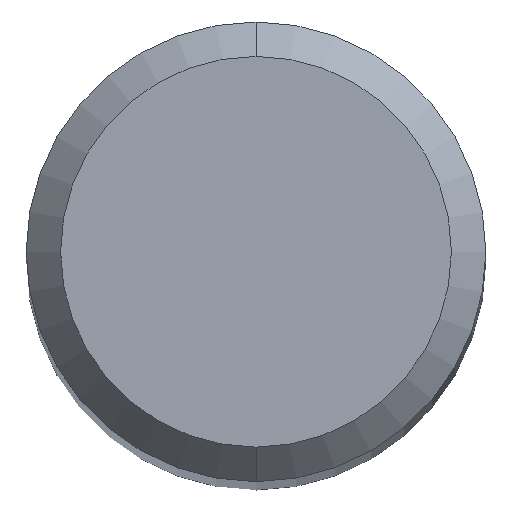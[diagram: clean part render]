
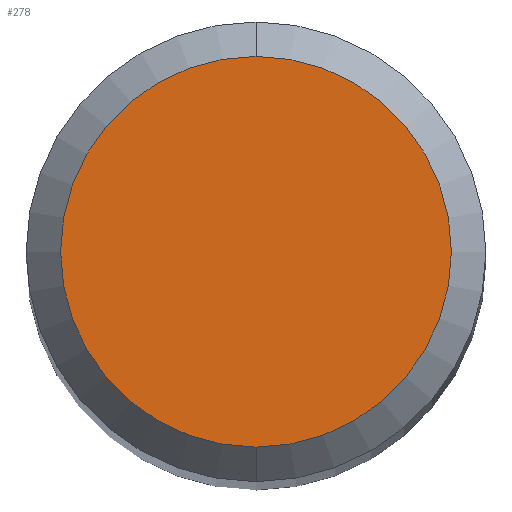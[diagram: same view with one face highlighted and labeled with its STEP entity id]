
A CAD part, top view. The second image highlights one B-rep face of the part: STEP entity #278.
In plain terms, the highlighted planar face has unit normal (0, 0, 1).
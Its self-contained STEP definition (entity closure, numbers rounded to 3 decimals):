
#230=EDGE_CURVE('',#492,#372,#564,.T.);
#266=EDGE_CURVE('',#372,#492,#608,.T.);
#278=ADVANCED_FACE('',(#620),#621,.T.);
#372=VERTEX_POINT('',#721);
#492=VERTEX_POINT('',#860);
#564=CIRCLE('',#951,1.7);
#608=CIRCLE('',#1009,1.7);
#620=FACE_OUTER_BOUND('',#1051,.T.);
#621=PLANE('',#1052);
#721=CARTESIAN_POINT('',(0.0,1.7,0.0));
#860=CARTESIAN_POINT('',(0.,-1.7,0.0));
#951=AXIS2_PLACEMENT_3D('',#1579,#1580,#1581);
#1009=AXIS2_PLACEMENT_3D('',#1651,#1652,#1653);
#1051=EDGE_LOOP('',(#1664,#1665));
#1052=AXIS2_PLACEMENT_3D('',#1666,#1667,#1668);
#1579=CARTESIAN_POINT('',(0.0,0.0,0.0));
#1580=DIRECTION('',(0.0,0.0,-1.0));
#1581=DIRECTION('',(0.0,1.0,0.0));
#1651=CARTESIAN_POINT('',(0.0,0.0,0.0));
#1652=DIRECTION('',(0.0,0.0,-1.0));
#1653=DIRECTION('',(0.0,1.0,0.0));
#1664=ORIENTED_EDGE('',*,*,#266,.F.);
#1665=ORIENTED_EDGE('',*,*,#230,.F.);
#1666=CARTESIAN_POINT('',(0.0,0.85,0.0));
#1667=DIRECTION('',(-0.0,0.0,1.0));
#1668=DIRECTION('',(0.0,-1.0,0.0));
